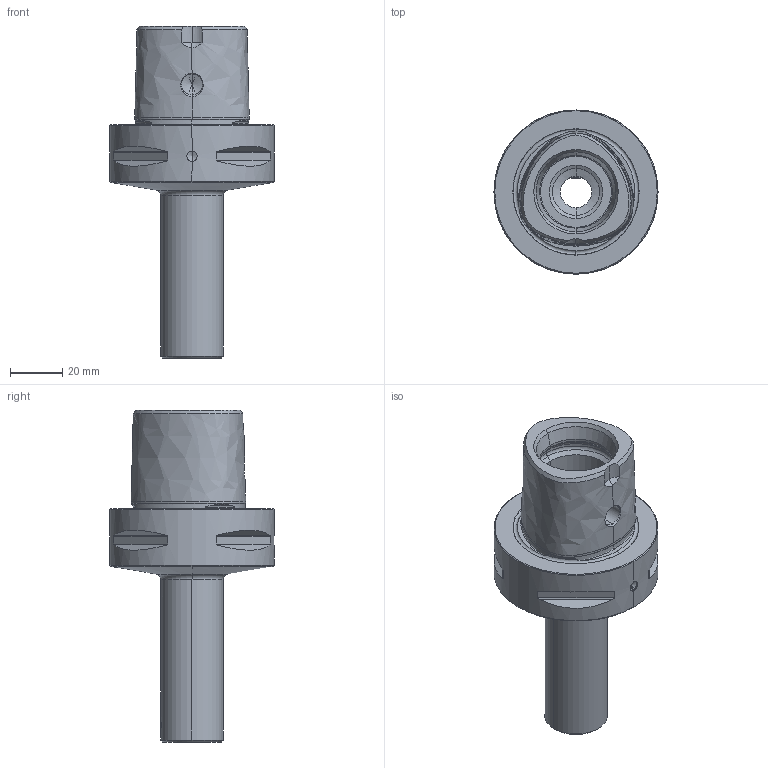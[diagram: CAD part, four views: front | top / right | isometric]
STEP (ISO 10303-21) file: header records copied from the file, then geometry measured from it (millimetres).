
FILE_DESCRIPTION(('no description'),'unknown implementation level');
FILE_NAME('63167C9A-EC94-4790-98C3-9A78C41B66D7_export.stp',' ',('CIMSOURCE GmbH'),('CADClick - KiM GmbH - www.kimweb.de'),'unknown preprocess','ACIS','unknown authorization');
FILE_SCHEMA(('automotive_design'));
Length unit declared in the file: millimetre
Products named in the file (2): 328.322 Kaiser Adapter C6 x CKB2 x 89.5|690.432 Spannschraube CK2;Schnitt-Rotation1; 328.322 Kaiser Adapter C6 x CKB2 x 89.5|328.322 Adapter C6 x CKB2 x 89.5;Fase1
Bounding box: 63 x 63 x 127.5 mm (x, y, z)
Volume: 120977 mm3; surface area: 27725.3 mm2
Topology: 2 solids, 2 shells, 175 faces, 411 edges, 241 vertices
Faces by surface type: cone 60, cylinder 48, plane 45, torus 14, bspline 8
Entity records: 15673 total; most frequent: CARTESIAN_POINT 7093, DIRECTION 826, STYLED_ITEM 823, PRESENTATION_STYLE_ASSIGNMENT 823, COLOUR_RGB 823, ORIENTED_EDGE 810, EDGE_CURVE 405, CURVE_STYLE 405
